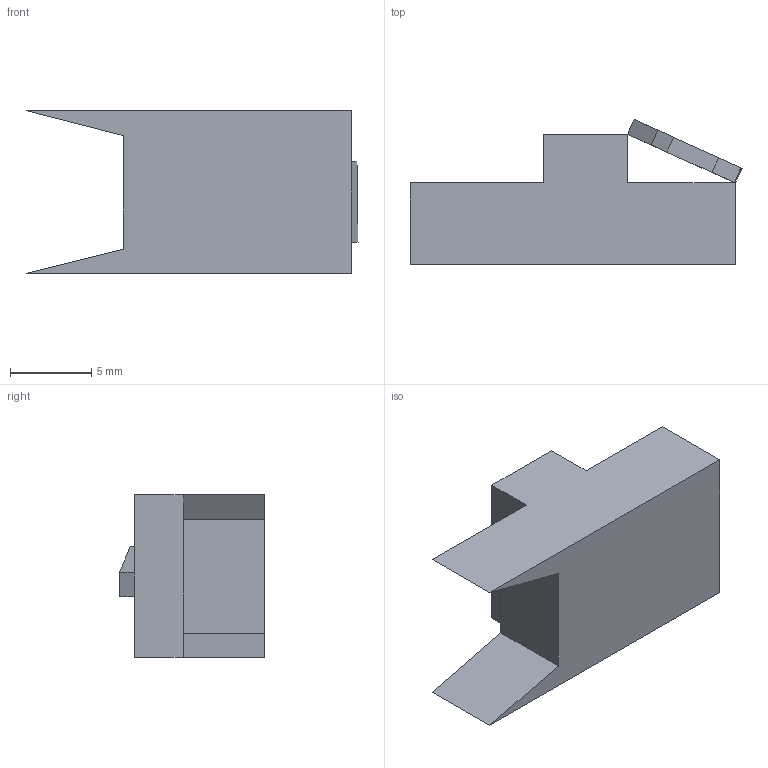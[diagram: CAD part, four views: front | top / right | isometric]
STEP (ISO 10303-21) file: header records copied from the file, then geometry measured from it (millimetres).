
FILE_DESCRIPTION (( 'STEP AP203' ), '1' );
FILE_NAME ('car.STEP', '2023-06-01T09:13:36', ( '' ), ( '' ), 'SwSTEP 2.0', 'SolidWorks 2022', '' );
FILE_SCHEMA (( 'CONFIG_CONTROL_DESIGN' ));
Length unit declared in the file: millimetre
Products named in the file (1): car
Bounding box: 20.41 x 8.91 x 10 mm (x, y, z)
Volume: 920.9 mm3; surface area: 799.9 mm2
Topology: 2 solids, 2 shells, 25 faces, 63 edges, 42 vertices
Faces by surface type: plane 25
Entity records: 812 total; most frequent: CARTESIAN_POINT 131, ORIENTED_EDGE 126, DIRECTION 115, VECTOR 63, LINE 63, EDGE_CURVE 63, VERTEX_POINT 42, AXIS2_PLACEMENT_3D 26
